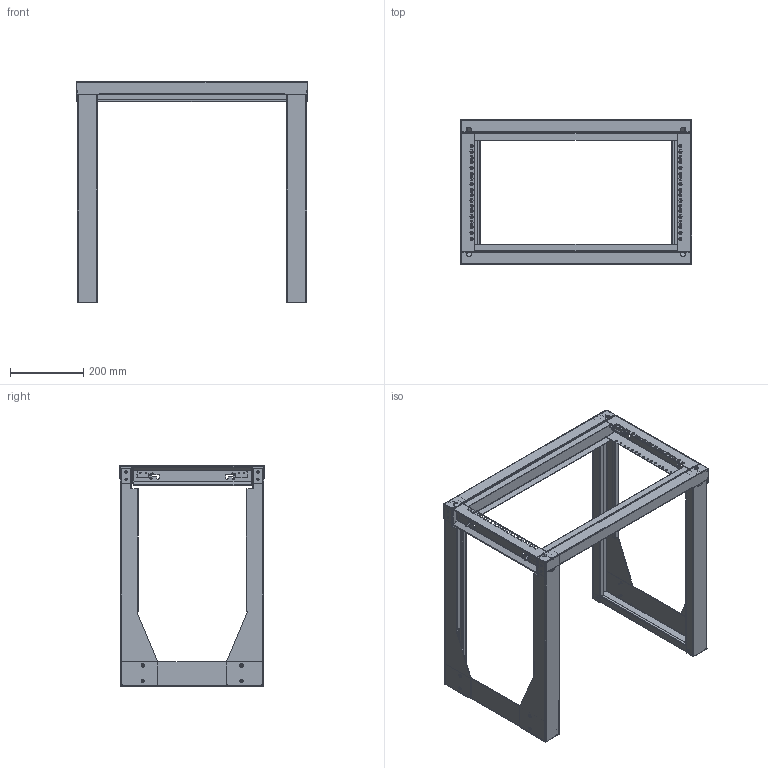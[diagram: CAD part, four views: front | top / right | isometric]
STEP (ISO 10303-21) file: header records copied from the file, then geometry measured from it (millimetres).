
FILE_DESCRIPTION (( 'STEP AP214' ), '1' );
FILE_NAME ('LC23INWM6U_3D.step', '2024-03-11T20:10:02', ( '' ), ( '' ), 'SwSTEP 2.0', 'SolidWorks 2022', '' );
FILE_SCHEMA (( 'AUTOMOTIVE_DESIGN' ));
Length unit declared in the file: inch
Products named in the file (22): SGWR-10-B-A1_2; ¾µÏòSGWR-10-B-A1_2; SGWR-01-B-ÓÒ_2; SGWR-09_2; LC23INWM6U_3D; SGWR-11_2; SGWR-01-B-×ó_2; ¾µÏòSGWR-ASM-03_2; 5X10³ÁÍ·³éÐ¾Ã­¶¤_2; SGWR-ASM-02-B_6U_2; SGWR-08_2; SGWR-ASM-03_2; SGWR-03-B£¨23Ó¢´ç°²×°£©_2; SGWR-03-B£¨23Ó¢´ç°²×°£©_´øË¿Ó¡Logo_2; ¾µÏòSGWR-09_2; ¾µÏòSGWR-08_2; SGWR-04£¨23Ó¢´ç°²×°£©_2; ¾µÏòSGWR-ASM-031_2; SGWR-07_2; SGWR-ASM-01£¨23Ó¢´ç°²×°£©_6U_2; SGWR-05_6U_2; SGWR-02_6U_2
Assembly tree (34 placements, depth 4):
  LC23INWM6U_3D
    SGWR-03-B£¨23Ó¢´ç°²×°£©_´øË¿Ó¡Logo_2
    SGWR-03-B£¨23Ó¢´ç°²×°£©_2
    SGWR-ASM-01£¨23Ó¢´ç°²×°£©_6U_2
      SGWR-05_6U_2  x2
      SGWR-ASM-03_2  x2
        SGWR-08_2
        SGWR-09_2
      SGWR-04£¨23Ó¢´ç°²×°£©_2  x2
      ¾µÏòSGWR-ASM-03_2
        ¾µÏòSGWR-08_2
        ¾µÏòSGWR-09_2
      ¾µÏòSGWR-ASM-031_2
        ¾µÏòSGWR-08_2
        ¾µÏòSGWR-09_2
    SGWR-ASM-02-B_6U_2  x2
      SGWR-02_6U_2
      SGWR-01-B-×ó_2
      SGWR-01-B-ÓÒ_2
      5X10³ÁÍ·³éÐ¾Ã­¶¤_2
      SGWR-10-B-A1_2
      ¾µÏòSGWR-10-B-A1_2
    SGWR-11_2  x2
    SGWR-07_2  x2
Bounding box: 632.38 x 394.8 x 604.2 mm (x, y, z)
Volume: 1603326.8 mm3; surface area: 1831014.3 mm2
Topology: 40 solids, 40 shells, 2024 faces, 5550 edges, 3612 vertices
Faces by surface type: plane 1094, cylinder 792, cone 104, bspline 34
Entity records: 38221 total; most frequent: CARTESIAN_POINT 7572, DIRECTION 6199, ORIENTED_EDGE 6194, EDGE_CURVE 3097, VECTOR 2173, LINE 2173, VERTEX_POINT 2014, AXIS2_PLACEMENT_3D 2013
